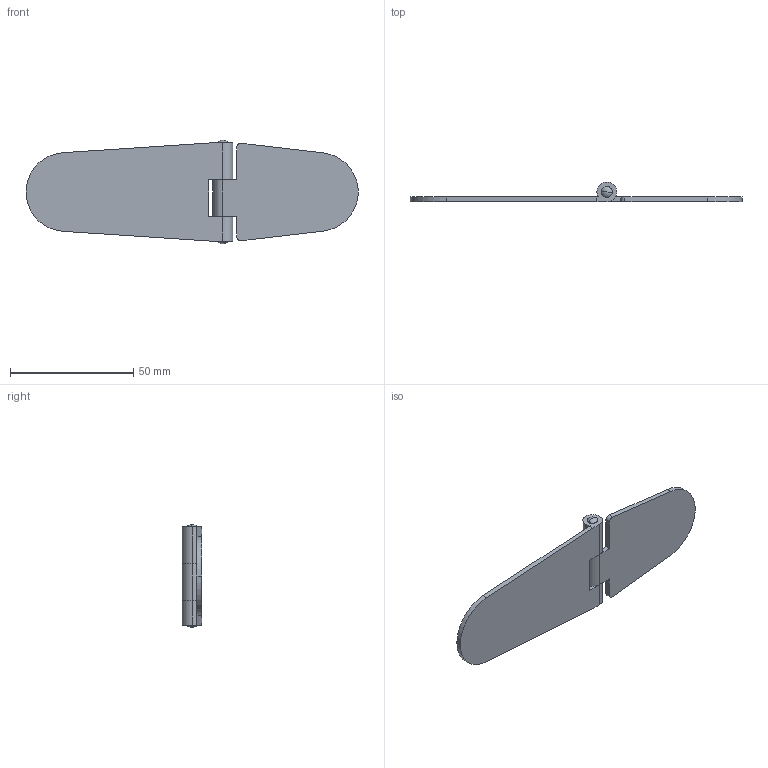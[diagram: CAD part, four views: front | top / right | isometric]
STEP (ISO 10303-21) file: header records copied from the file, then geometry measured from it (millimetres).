
FILE_DESCRIPTION (( 'STEP AP203' ), '1' );
FILE_NAME ('B-1031-2.STEP', '2008-11-27T05:07:53', ( ' ' ), ( ' ' ), 'SwSTEP 2.0', 'SolidWorks 2007', '' );
FILE_SCHEMA (( 'CONFIG_CONTROL_DESIGN' ));
Length unit declared in the file: millimetre
Products named in the file (4): B-1031-2; B-1031-2僸儞僕A__棉太倌; B-1031-2僸儞僕B__棉太倌; B-1031-2僔儍僼僩__棉太倌
Assembly tree (3 placements, depth 2):
  B-1031-2
    B-1031-2僸儞僕A__棉太倌
    B-1031-2僔儍僼僩__棉太倌
    B-1031-2僸儞僕B__棉太倌
Bounding box: 134.94 x 8 x 42 mm (x, y, z)
Volume: 10485.7 mm3; surface area: 11312.5 mm2
Topology: 3 solids, 3 shells, 45 faces, 113 edges, 76 vertices
Faces by surface type: cylinder 22, plane 19, sphere 4
Entity records: 1801 total; most frequent: DIRECTION 267, CARTESIAN_POINT 240, ORIENTED_EDGE 226, EDGE_CURVE 113, AXIS2_PLACEMENT_3D 103, VERTEX_POINT 76, VECTOR 61, LINE 61
